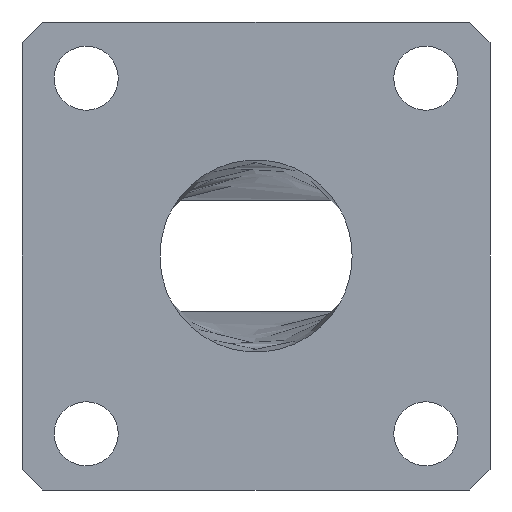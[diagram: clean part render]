
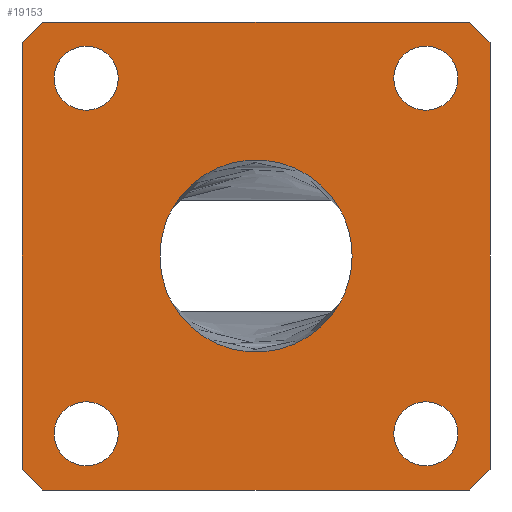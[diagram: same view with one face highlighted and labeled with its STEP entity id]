
A CAD part, front view. The second image highlights one B-rep face of the part: STEP entity #19153.
In plain terms, the highlighted planar face has unit normal (0, -1, 0).
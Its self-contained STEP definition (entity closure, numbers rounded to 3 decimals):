
#17385 = VERTEX_POINT('',#17386);
#17386 = CARTESIAN_POINT('',(-4.264,-3.,1.726));
#17391 = EDGE_CURVE('',#17385,#17392,#17394,.T.);
#17392 = VERTEX_POINT('',#17393);
#17393 = CARTESIAN_POINT('',(-4.264,-3.,-1.726));
#17394 = CIRCLE('',#17395,4.6);
#17395 = AXIS2_PLACEMENT_3D('',#17396,#17397,#17398);
#17396 = CARTESIAN_POINT('',(0.,-3.,0.));
#17397 = DIRECTION('',(0.,-1.,0.));
#17398 = DIRECTION('',(1.,0.,0.));
#17425 = VERTEX_POINT('',#17426);
#17426 = CARTESIAN_POINT('',(-4.03,-3.,2.217));
#17431 = EDGE_CURVE('',#17425,#17385,#17432,.T.);
#17432 = CIRCLE('',#17433,4.6);
#17433 = AXIS2_PLACEMENT_3D('',#17434,#17435,#17436);
#17434 = CARTESIAN_POINT('',(0.,-3.,0.));
#17435 = DIRECTION('',(0.,-1.,0.));
#17436 = DIRECTION('',(1.,0.,0.));
#17461 = VERTEX_POINT('',#17462);
#17462 = CARTESIAN_POINT('',(4.03,-3.,2.217));
#17467 = EDGE_CURVE('',#17461,#17425,#17468,.T.);
#17468 = CIRCLE('',#17469,4.6);
#17469 = AXIS2_PLACEMENT_3D('',#17470,#17471,#17472);
#17470 = CARTESIAN_POINT('',(0.,-3.,0.));
#17471 = DIRECTION('',(0.,-1.,0.));
#17472 = DIRECTION('',(1.,0.,0.));
#17501 = VERTEX_POINT('',#17502);
#17502 = CARTESIAN_POINT('',(4.264,-3.,1.726));
#17507 = EDGE_CURVE('',#17501,#17461,#17508,.T.);
#17508 = CIRCLE('',#17509,4.6);
#17509 = AXIS2_PLACEMENT_3D('',#17510,#17511,#17512);
#17510 = CARTESIAN_POINT('',(0.,-3.,0.));
#17511 = DIRECTION('',(0.,-1.,0.));
#17512 = DIRECTION('',(1.,0.,0.));
#17537 = VERTEX_POINT('',#17538);
#17538 = CARTESIAN_POINT('',(4.6,-3.,0.));
#17543 = EDGE_CURVE('',#17537,#17501,#17544,.T.);
#17544 = CIRCLE('',#17545,4.6);
#17545 = AXIS2_PLACEMENT_3D('',#17546,#17547,#17548);
#17546 = CARTESIAN_POINT('',(0.,-3.,0.));
#17547 = DIRECTION('',(0.,-1.,0.));
#17548 = DIRECTION('',(1.,0.,0.));
#17569 = VERTEX_POINT('',#17570);
#17570 = CARTESIAN_POINT('',(4.264,-3.,-1.726));
#17575 = EDGE_CURVE('',#17569,#17537,#17576,.T.);
#17576 = CIRCLE('',#17577,4.6);
#17577 = AXIS2_PLACEMENT_3D('',#17578,#17579,#17580);
#17578 = CARTESIAN_POINT('',(0.,-3.,0.));
#17579 = DIRECTION('',(0.,-1.,0.));
#17580 = DIRECTION('',(1.,0.,0.));
#17601 = VERTEX_POINT('',#17602);
#17602 = CARTESIAN_POINT('',(4.03,-3.,-2.217));
#17607 = EDGE_CURVE('',#17601,#17569,#17608,.T.);
#17608 = CIRCLE('',#17609,4.6);
#17609 = AXIS2_PLACEMENT_3D('',#17610,#17611,#17612);
#17610 = CARTESIAN_POINT('',(0.,-3.,0.));
#17611 = DIRECTION('',(0.,-1.,0.));
#17612 = DIRECTION('',(1.,0.,0.));
#17637 = VERTEX_POINT('',#17638);
#17638 = CARTESIAN_POINT('',(-4.03,-3.,-2.217));
#17643 = EDGE_CURVE('',#17637,#17601,#17644,.T.);
#17644 = CIRCLE('',#17645,4.6);
#17645 = AXIS2_PLACEMENT_3D('',#17646,#17647,#17648);
#17646 = CARTESIAN_POINT('',(0.,-3.,0.));
#17647 = DIRECTION('',(0.,-1.,0.));
#17648 = DIRECTION('',(1.,0.,0.));
#17677 = EDGE_CURVE('',#17392,#17637,#17678,.T.);
#17678 = CIRCLE('',#17679,4.6);
#17679 = AXIS2_PLACEMENT_3D('',#17680,#17681,#17682);
#17680 = CARTESIAN_POINT('',(0.,-3.,0.));
#17681 = DIRECTION('',(0.,-1.,0.));
#17682 = DIRECTION('',(1.,0.,0.));
#17707 = VERTEX_POINT('',#17708);
#17708 = CARTESIAN_POINT('',(-10.2,-3.,-11.2));
#17714 = EDGE_CURVE('',#17707,#17715,#17717,.T.);
#17715 = VERTEX_POINT('',#17716);
#17716 = CARTESIAN_POINT('',(10.2,-3.,-11.2));
#17717 = LINE('',#17718,#17719);
#17718 = CARTESIAN_POINT('',(-11.2,-3.,-11.2));
#17719 = VECTOR('',#17720,1.);
#17720 = DIRECTION('',(1.,0.,0.));
#17738 = EDGE_CURVE('',#17707,#17739,#17741,.T.);
#17739 = VERTEX_POINT('',#17740);
#17740 = CARTESIAN_POINT('',(-11.2,-3.,-10.2));
#17741 = LINE('',#17742,#17743);
#17742 = CARTESIAN_POINT('',(-10.7,-3.,-10.7));
#17743 = VECTOR('',#17744,1.);
#17744 = DIRECTION('',(-0.707,0.,
    0.707));
#17762 = VERTEX_POINT('',#17763);
#17763 = CARTESIAN_POINT('',(11.2,-3.,-10.2));
#17769 = EDGE_CURVE('',#17762,#17715,#17770,.T.);
#17770 = LINE('',#17771,#17772);
#17771 = CARTESIAN_POINT('',(10.7,-3.,-10.7));
#17772 = VECTOR('',#17773,1.);
#17773 = DIRECTION('',(-0.707,0.,
    -0.707));
#17786 = VERTEX_POINT('',#17787);
#17787 = CARTESIAN_POINT('',(-11.2,-3.,10.2));
#17793 = EDGE_CURVE('',#17786,#17739,#17794,.T.);
#17794 = LINE('',#17795,#17796);
#17795 = CARTESIAN_POINT('',(-11.2,-3.,11.2));
#17796 = VECTOR('',#17797,1.);
#17797 = DIRECTION('',(0.,0.,-1.));
#17810 = EDGE_CURVE('',#17762,#17811,#17813,.T.);
#17811 = VERTEX_POINT('',#17812);
#17812 = CARTESIAN_POINT('',(11.2,-3.,10.2));
#17813 = LINE('',#17814,#17815);
#17814 = CARTESIAN_POINT('',(11.2,-3.,-11.2));
#17815 = VECTOR('',#17816,1.);
#17816 = DIRECTION('',(0.,0.,1.));
#17834 = VERTEX_POINT('',#17835);
#17835 = CARTESIAN_POINT('',(-10.2,-3.,11.2));
#17841 = EDGE_CURVE('',#17834,#17786,#17842,.T.);
#17842 = LINE('',#17843,#17844);
#17843 = CARTESIAN_POINT('',(-10.7,-3.,10.7));
#17844 = VECTOR('',#17845,1.);
#17845 = DIRECTION('',(-0.707,0.,
    -0.707));
#17858 = EDGE_CURVE('',#17811,#17859,#17861,.T.);
#17859 = VERTEX_POINT('',#17860);
#17860 = CARTESIAN_POINT('',(10.2,-3.,11.2));
#17861 = LINE('',#17862,#17863);
#17862 = CARTESIAN_POINT('',(10.7,-3.,10.7));
#17863 = VECTOR('',#17864,1.);
#17864 = DIRECTION('',(-0.707,0.,
    0.707));
#17882 = EDGE_CURVE('',#17859,#17834,#17883,.T.);
#17883 = LINE('',#17884,#17885);
#17884 = CARTESIAN_POINT('',(11.2,-3.,11.2));
#17885 = VECTOR('',#17886,1.);
#17886 = DIRECTION('',(-1.,0.,0.));
#17898 = VERTEX_POINT('',#17899);
#17899 = CARTESIAN_POINT('',(-6.595,-3.,-8.51));
#17905 = EDGE_CURVE('',#17898,#17898,#17906,.T.);
#17906 = CIRCLE('',#17907,1.535);
#17907 = AXIS2_PLACEMENT_3D('',#17908,#17909,#17910);
#17908 = CARTESIAN_POINT('',(-8.13,-3.,-8.51));
#17909 = DIRECTION('',(0.,-1.,0.));
#17910 = DIRECTION('',(1.,0.,0.));
#17923 = VERTEX_POINT('',#17924);
#17924 = CARTESIAN_POINT('',(-6.595,-3.,8.51));
#17930 = EDGE_CURVE('',#17923,#17923,#17931,.T.);
#17931 = CIRCLE('',#17932,1.535);
#17932 = AXIS2_PLACEMENT_3D('',#17933,#17934,#17935);
#17933 = CARTESIAN_POINT('',(-8.13,-3.,8.51));
#17934 = DIRECTION('',(0.,-1.,0.));
#17935 = DIRECTION('',(1.,0.,0.));
#17948 = VERTEX_POINT('',#17949);
#17949 = CARTESIAN_POINT('',(9.665,-3.,-8.51));
#17955 = EDGE_CURVE('',#17948,#17948,#17956,.T.);
#17956 = CIRCLE('',#17957,1.535);
#17957 = AXIS2_PLACEMENT_3D('',#17958,#17959,#17960);
#17958 = CARTESIAN_POINT('',(8.13,-3.,-8.51));
#17959 = DIRECTION('',(0.,-1.,0.));
#17960 = DIRECTION('',(1.,0.,0.));
#17973 = VERTEX_POINT('',#17974);
#17974 = CARTESIAN_POINT('',(9.665,-3.,8.51));
#17980 = EDGE_CURVE('',#17973,#17973,#17981,.T.);
#17981 = CIRCLE('',#17982,1.535);
#17982 = AXIS2_PLACEMENT_3D('',#17983,#17984,#17985);
#17983 = CARTESIAN_POINT('',(8.13,-3.,8.51));
#17984 = DIRECTION('',(0.,-1.,0.));
#17985 = DIRECTION('',(1.,0.,0.));
#19153 = ADVANCED_FACE('',(#19154,#19164,#19167,#19170,#19173,#19184),
  #19187,.F.);
#19154 = FACE_BOUND('',#19155,.F.);
#19155 = EDGE_LOOP('',(#19156,#19157,#19158,#19159,#19160,#19161,#19162,
    #19163));
#19156 = ORIENTED_EDGE('',*,*,#17714,.F.);
#19157 = ORIENTED_EDGE('',*,*,#17738,.T.);
#19158 = ORIENTED_EDGE('',*,*,#17793,.F.);
#19159 = ORIENTED_EDGE('',*,*,#17841,.F.);
#19160 = ORIENTED_EDGE('',*,*,#17882,.F.);
#19161 = ORIENTED_EDGE('',*,*,#17858,.F.);
#19162 = ORIENTED_EDGE('',*,*,#17810,.F.);
#19163 = ORIENTED_EDGE('',*,*,#17769,.T.);
#19164 = FACE_BOUND('',#19165,.F.);
#19165 = EDGE_LOOP('',(#19166));
#19166 = ORIENTED_EDGE('',*,*,#17905,.T.);
#19167 = FACE_BOUND('',#19168,.F.);
#19168 = EDGE_LOOP('',(#19169));
#19169 = ORIENTED_EDGE('',*,*,#17930,.T.);
#19170 = FACE_BOUND('',#19171,.F.);
#19171 = EDGE_LOOP('',(#19172));
#19172 = ORIENTED_EDGE('',*,*,#17955,.T.);
#19173 = FACE_BOUND('',#19174,.F.);
#19174 = EDGE_LOOP('',(#19175,#19176,#19177,#19178,#19179,#19180,#19181,
    #19182,#19183));
#19175 = ORIENTED_EDGE('',*,*,#17431,.T.);
#19176 = ORIENTED_EDGE('',*,*,#17391,.T.);
#19177 = ORIENTED_EDGE('',*,*,#17677,.T.);
#19178 = ORIENTED_EDGE('',*,*,#17643,.T.);
#19179 = ORIENTED_EDGE('',*,*,#17607,.T.);
#19180 = ORIENTED_EDGE('',*,*,#17575,.T.);
#19181 = ORIENTED_EDGE('',*,*,#17543,.T.);
#19182 = ORIENTED_EDGE('',*,*,#17507,.T.);
#19183 = ORIENTED_EDGE('',*,*,#17467,.T.);
#19184 = FACE_BOUND('',#19185,.F.);
#19185 = EDGE_LOOP('',(#19186));
#19186 = ORIENTED_EDGE('',*,*,#17980,.T.);
#19187 = PLANE('',#19188);
#19188 = AXIS2_PLACEMENT_3D('',#19189,#19190,#19191);
#19189 = CARTESIAN_POINT('',(0.,-3.,0.)
  );
#19190 = DIRECTION('',(0.,1.,0.));
#19191 = DIRECTION('',(0.,0.,1.));
